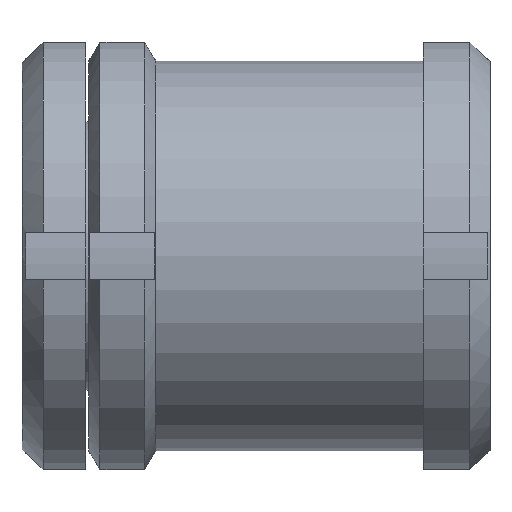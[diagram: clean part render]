
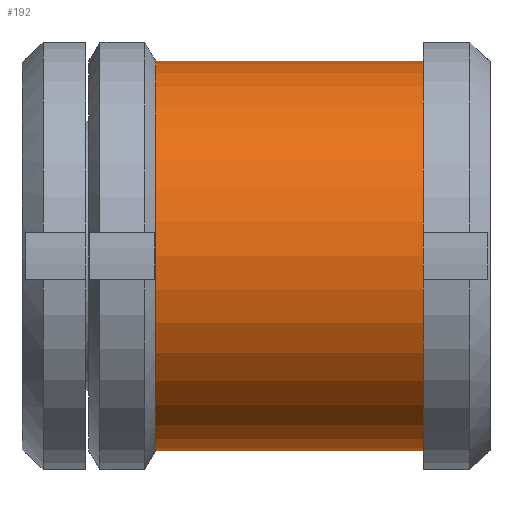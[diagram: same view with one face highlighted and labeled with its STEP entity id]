
A CAD part, left-side view. The second image highlights one B-rep face of the part: STEP entity #192.
In plain terms, the highlighted cylindrical face has radius 20.401 mm (diameter 40.802 mm), a full revolution.
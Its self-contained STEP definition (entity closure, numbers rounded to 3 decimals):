
#192 = ADVANCED_FACE( '', ( #412, #413 ), #414, .T. );
#412 = FACE_OUTER_BOUND( '', #651, .T. );
#413 = FACE_OUTER_BOUND( '', #652, .T. );
#414 = CYLINDRICAL_SURFACE( '', #653, 20.401 );
#651 = EDGE_LOOP( '', ( #1132 ) );
#652 = EDGE_LOOP( '', ( #1133 ) );
#653 = AXIS2_PLACEMENT_3D( '', #1134, #1135, #1136 );
#1132 = ORIENTED_EDGE( '', *, *, #1471, .T. );
#1133 = ORIENTED_EDGE( '', *, *, #1527, .F. );
#1134 = CARTESIAN_POINT( '', ( 0., 0., 0. ) );
#1135 = DIRECTION( '', ( 0., 1., 0. ) );
#1136 = DIRECTION( '', ( 0., 0., -1. ) );
#1471 = EDGE_CURVE( '', #1796, #1796, #1797, .T. );
#1527 = EDGE_CURVE( '', #1874, #1874, #1875, .T. );
#1796 = VERTEX_POINT( '', #2322 );
#1797 = CIRCLE( '', #2323, 20.401 );
#1874 = VERTEX_POINT( '', #2451 );
#1875 = CIRCLE( '', #2452, 20.401 );
#2322 = CARTESIAN_POINT( '', ( 0., 35.01, -20.401 ) );
#2323 = AXIS2_PLACEMENT_3D( '', #2694, #2695, #2696 );
#2451 = CARTESIAN_POINT( '', ( 0., 7., -20.401 ) );
#2452 = AXIS2_PLACEMENT_3D( '', #2754, #2755, #2756 );
#2694 = CARTESIAN_POINT( '', ( 0., 35.01, 0. ) );
#2695 = DIRECTION( '', ( 0., -1., 0. ) );
#2696 = DIRECTION( '', ( 0., 0., -1. ) );
#2754 = CARTESIAN_POINT( '', ( 0., 7., 0. ) );
#2755 = DIRECTION( '', ( 0., -1., 0. ) );
#2756 = DIRECTION( '', ( 0., 0., -1. ) );
